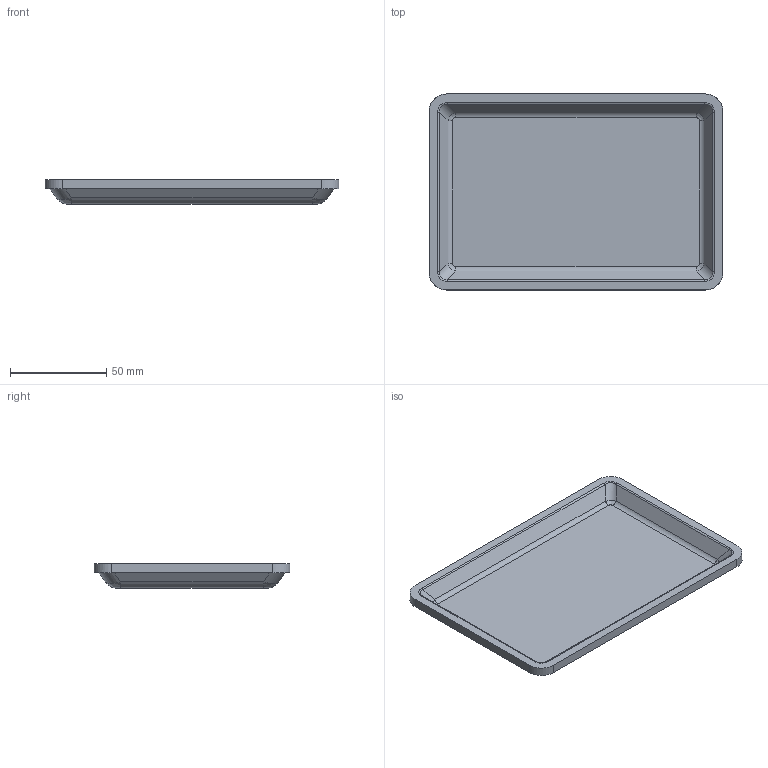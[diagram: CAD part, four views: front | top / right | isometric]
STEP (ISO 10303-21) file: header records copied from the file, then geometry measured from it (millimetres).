
FILE_DESCRIPTION(('CATIA V5 STEP Exchange'),'2;1');
FILE_NAME('4x6 Tray BothSides.stp','2020-02-04T15:49:13+00:00',('none'),('none'),'CATIA Version 5 Release 16 (IN-10)','CATIA V5 STEP AP203','none');
FILE_SCHEMA(('CONFIG_CONTROL_DESIGN'));
Length unit declared in the file: millimetre
Products named in the file (1): Tray
Bounding box: 152.4 x 101.6 x 12.7 mm (x, y, z)
Volume: 80171.5 mm3; surface area: 36400.2 mm2
Topology: 1 solids, 1 shells, 52 faces, 120 edges, 72 vertices
Faces by surface type: cylinder 24, plane 16, bspline 12
Entity records: 2357 total; most frequent: CARTESIAN_POINT 1284, ORIENTED_EDGE 240, DIRECTION 150, EDGE_CURVE 120, VERTEX_POINT 72, AXIS2_PLACEMENT_3D 58, EDGE_LOOP 54, VECTOR 53
